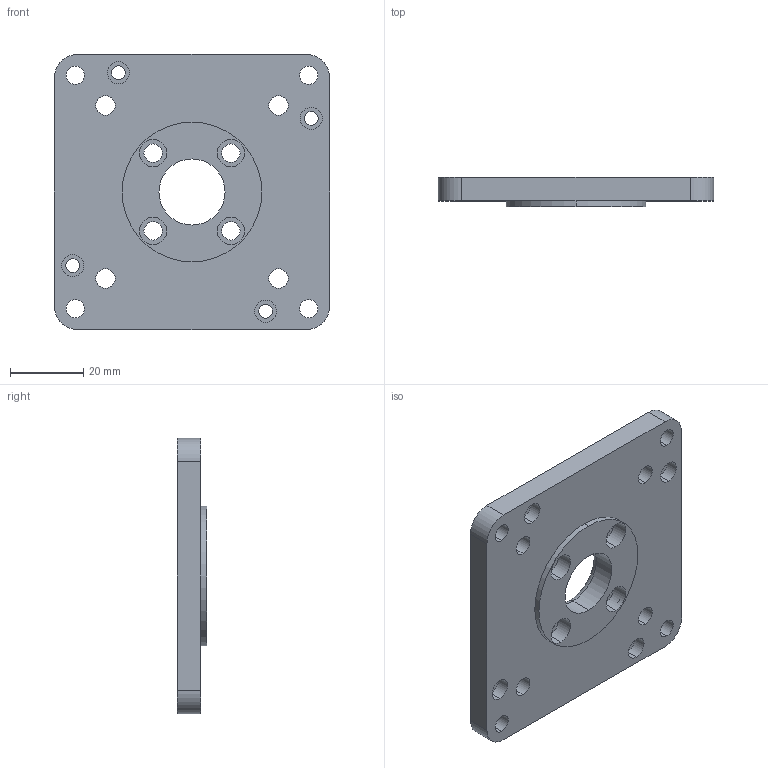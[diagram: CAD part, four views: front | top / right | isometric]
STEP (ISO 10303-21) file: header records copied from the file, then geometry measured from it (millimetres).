
FILE_DESCRIPTION (( 'STEP AP214' ), '1' );
FILE_NAME ('Motor_Mount.STEP', '2019-05-16T20:33:00', ( 'Windows User' ), ( '' ), 'SwSTEP 2.0', 'SolidWorks 2018', '' );
FILE_SCHEMA (( 'AUTOMOTIVE_DESIGN' ));
Length unit declared in the file: millimetre
Products named in the file (1): Motor_Mount
Bounding box: 75 x 7.94 x 75 mm (x, y, z)
Volume: 32584.8 mm3; surface area: 14381.3 mm2
Topology: 1 solids, 1 shells, 73 faces, 184 edges, 122 vertices
Faces by surface type: cylinder 56, plane 15, torus 2
Entity records: 2360 total; most frequent: DIRECTION 448, CARTESIAN_POINT 380, ORIENTED_EDGE 368, AXIS2_PLACEMENT_3D 190, EDGE_CURVE 184, VERTEX_POINT 122, CIRCLE 116, EDGE_LOOP 116
